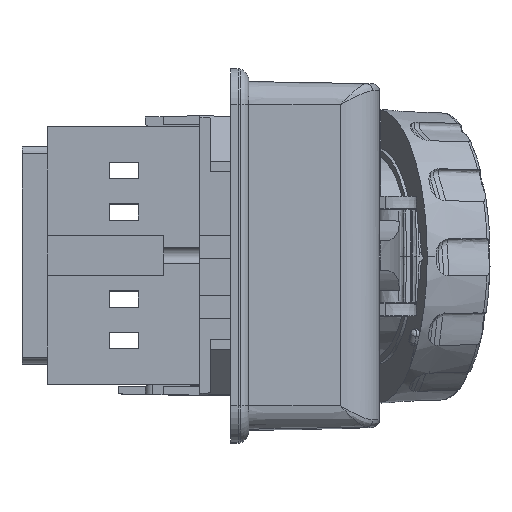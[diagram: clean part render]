
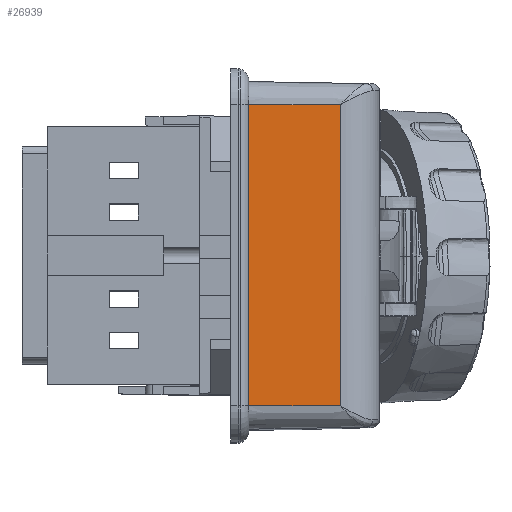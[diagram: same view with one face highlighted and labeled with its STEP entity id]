
A CAD part, top view. The second image highlights one B-rep face of the part: STEP entity #26939.
In plain terms, the highlighted planar face has unit normal (0.018, 0, 1).
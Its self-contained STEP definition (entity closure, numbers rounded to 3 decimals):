
#2253=CARTESIAN_POINT('',(14.192,41.5,111.46));
#2255=DIRECTION('',(-1.,0.,0.017));
#2256=VECTOR('',#2255,25.196);
#2257=CARTESIAN_POINT('',(14.192,-41.5,111.46));
#2258=LINE('',#2257,#2256);
#2259=DIRECTION('',(0.,1.,0.));
#2260=VECTOR('',#2259,83.);
#2261=CARTESIAN_POINT('',(-11.,-41.5,111.9));
#2262=LINE('',#2261,#2260);
#2263=DIRECTION('',(1.,0.,-0.017));
#2264=VECTOR('',#2263,25.196);
#2265=CARTESIAN_POINT('',(-11.,41.5,111.9));
#2266=LINE('',#2265,#2264);
#2319=CARTESIAN_POINT('',(14.192,-41.5,111.46));
#2334=DIRECTION('',(0.,1.,0.));
#2335=VECTOR('',#2334,83.);
#2336=CARTESIAN_POINT('',(14.192,-41.5,111.46));
#2337=LINE('',#2336,#2335);
#21063=VERTEX_POINT('',#2253);
#21089=VERTEX_POINT('',#2319);
#21899=CARTESIAN_POINT('',(-11.,-41.5,111.9));
#21901=VERTEX_POINT('',#21899);
#21902=CARTESIAN_POINT('',(-11.,41.5,111.9));
#21903=VERTEX_POINT('',#21902);
#26926=CARTESIAN_POINT('',(-11.,0.,111.9));
#26927=DIRECTION('',(-0.017,0.,-1.));
#26928=DIRECTION('',(0.,-1.,0.));
#26929=AXIS2_PLACEMENT_3D('',#26926,#26927,#26928);
#26930=PLANE('',#26929);
#26932=ORIENTED_EDGE('',*,*,#26931,.T.);
#26933=ORIENTED_EDGE('',*,*,#26736,.T.);
#26934=ORIENTED_EDGE('',*,*,#26917,.T.);
#26936=ORIENTED_EDGE('',*,*,#26935,.F.);
#26937=EDGE_LOOP('',(#26932,#26933,#26934,#26936));
#26938=FACE_OUTER_BOUND('',#26937,.F.);
#26939=ADVANCED_FACE('',(#26938),#26930,.F.);
#26736=EDGE_CURVE('',#21901,#21903,#2262,.T.);
#26917=EDGE_CURVE('',#21903,#21063,#2266,.T.);
#26931=EDGE_CURVE('',#21089,#21901,#2258,.T.);
#26935=EDGE_CURVE('',#21089,#21063,#2337,.T.);
